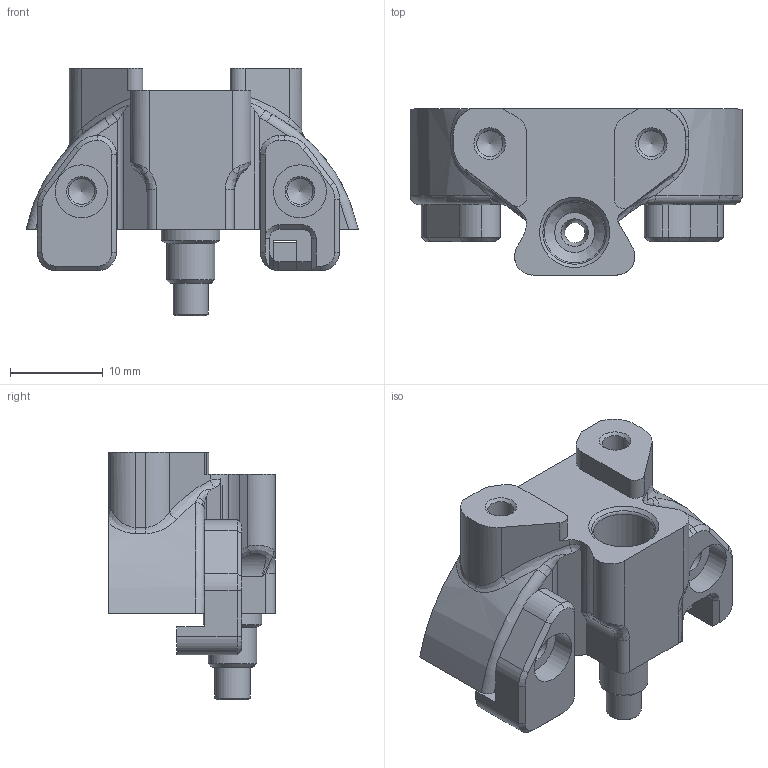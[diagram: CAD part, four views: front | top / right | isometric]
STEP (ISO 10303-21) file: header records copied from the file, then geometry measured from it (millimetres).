
FILE_DESCRIPTION(/* description */ ('STEP AP242','CAx-IF Rec.Pracs.---Representation and Presentation of Product Manufacturing Information (PMI)---4.0---2014-10-13','CAx-IF Rec.Pracs.---3D Tessellated Geometry---0.4---2014-09-14','2;1'),/* implementation_level */ '2;1');
FILE_NAME(/* name */ '6769a240c675d40bae806a14',/* time_stamp */ '2024-12-23T17:47:45Z',/* author */ (''),/* organization */ (''),/* preprocessor_version */ 'ST-DEVELOPER v20',/* originating_system */ 'ONSHAPE BY PTC INC, 1.191',/* authorisation */ ' ');
FILE_SCHEMA (('AP242_MANAGED_MODEL_BASED_3D_ENGINEERING_MIM_LF { 1 0 10303 442 1 1 4 }'));
Length unit declared in the file: metre
Products named in the file (3): clamp_left; mounting sherpa mini; clamp_right
Bounding box: 35.72 x 17.89 x 26.66 mm (x, y, z)
Volume: 5703.2 mm3; surface area: 4086.7 mm2
Topology: 3 solids, 3 shells, 202 faces, 501 edges, 311 vertices
Faces by surface type: plane 80, cylinder 52, cone 38, bspline 27, torus 5
Full cylindrical faces by diameter (mm): 2.15 x1, 2.8 x4, 3.2 x2, 3.8 x1, 4.3 x1, 5.2 x1, 5.7 x2, 6.3 x1, 6.56 x1
Entity records: 6061 total; most frequent: CARTESIAN_POINT 1578, DIRECTION 889, ORIENTED_EDGE 882, EDGE_CURVE 441, AXIS2_PLACEMENT_3D 338, VERTEX_POINT 298, FACE_BOUND 263, EDGE_LOOP 259
